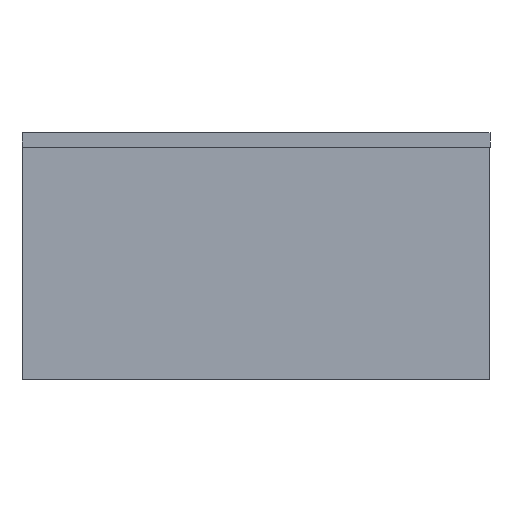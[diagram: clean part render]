
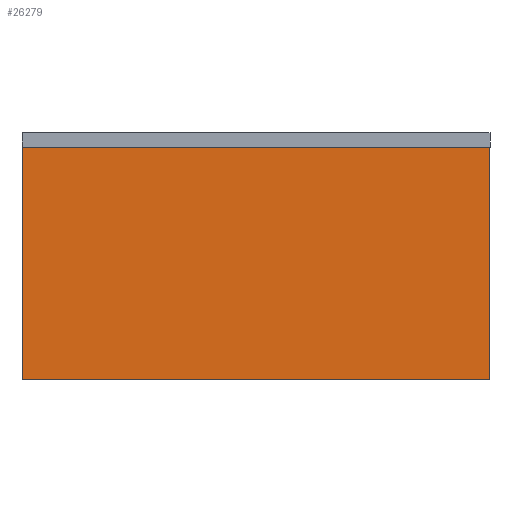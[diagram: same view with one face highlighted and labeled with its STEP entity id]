
A CAD part, front view. The second image highlights one B-rep face of the part: STEP entity #26279.
In plain terms, the highlighted planar face has unit normal (0, -1, 0).
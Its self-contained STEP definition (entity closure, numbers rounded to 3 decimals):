
#3073=FACE_OUTER_BOUND('',#4664,.T.);
#4664=EDGE_LOOP('',(#23300,#23301,#23302,#23303));
#7407=LINE('',#44303,#10173);
#7419=LINE('',#44327,#10185);
#7420=LINE('',#44330,#10186);
#7424=LINE('',#44339,#10190);
#10173=VECTOR('',#34376,10.);
#10185=VECTOR('',#34398,10.);
#10186=VECTOR('',#34401,10.);
#10190=VECTOR('',#34411,10.);
#12566=VERTEX_POINT('',#44300);
#12567=VERTEX_POINT('',#44302);
#12574=VERTEX_POINT('',#44325);
#12575=VERTEX_POINT('',#44329);
#16149=EDGE_CURVE('',#12566,#12567,#7407,.T.);
#16162=EDGE_CURVE('',#12574,#12566,#7419,.T.);
#16163=EDGE_CURVE('',#12567,#12575,#7420,.T.);
#16168=EDGE_CURVE('',#12575,#12574,#7424,.T.);
#23300=ORIENTED_EDGE('',*,*,#16149,.F.);
#23301=ORIENTED_EDGE('',*,*,#16162,.F.);
#23302=ORIENTED_EDGE('',*,*,#16168,.F.);
#23303=ORIENTED_EDGE('',*,*,#16163,.F.);
#24501=PLANE('',#28233);
#26279=ADVANCED_FACE('',(#3073),#24501,.T.);
#28233=AXIS2_PLACEMENT_3D('',#44338,#34409,#34410);
#34376=DIRECTION('',(1.,0.,0.));
#34398=DIRECTION('',(0.,0.,1.));
#34401=DIRECTION('',(0.,0.,-1.));
#34409=DIRECTION('center_axis',(0.,-1.,0.));
#34410=DIRECTION('ref_axis',(0.,0.,-1.));
#34411=DIRECTION('',(-1.,0.,0.));
#44300=CARTESIAN_POINT('',(121.5,-154.,26.5));
#44302=CARTESIAN_POINT('',(185.,-154.,26.5));
#44303=CARTESIAN_POINT('',(183.5,-154.,26.5));
#44325=CARTESIAN_POINT('',(121.5,-154.,-5.));
#44327=CARTESIAN_POINT('',(121.5,-154.,-2.));
#44329=CARTESIAN_POINT('',(185.,-154.,-5.));
#44330=CARTESIAN_POINT('',(185.,-154.,3.));
#44338=CARTESIAN_POINT('Origin',(183.5,-154.,3.));
#44339=CARTESIAN_POINT('',(123.,-154.,-5.));
